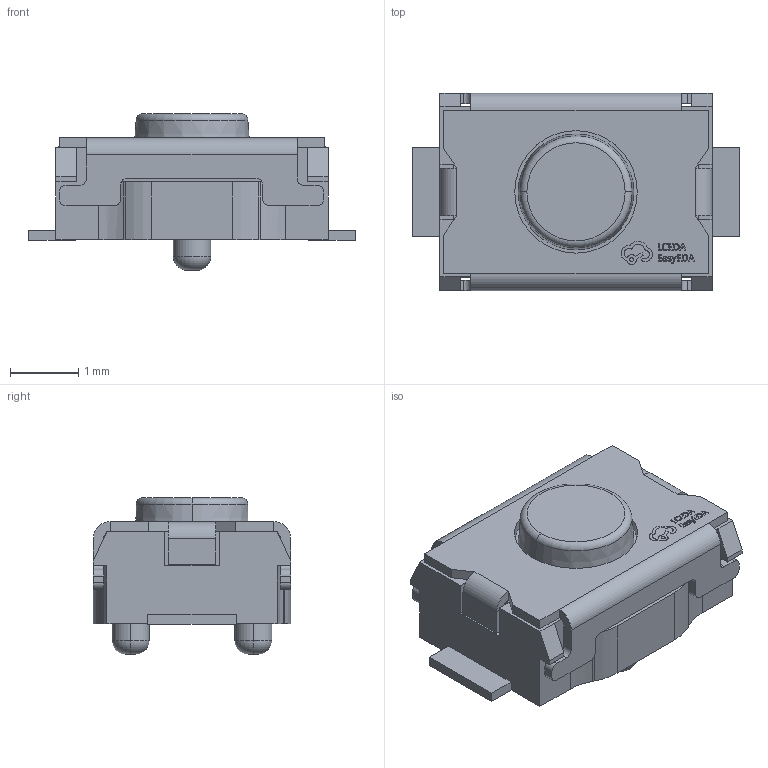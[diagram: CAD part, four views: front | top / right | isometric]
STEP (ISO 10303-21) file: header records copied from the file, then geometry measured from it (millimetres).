
FILE_DESCRIPTION (( 'STEP AP214' ), '1' );
FILE_NAME ('KEY-SMD_L4.0-W3.0-LS4.9.step', '2022-07-02T15:23:22', ( '' ), ( '' ), 'SwSTEP 2.0', 'SolidWorks 2020', '' );
FILE_SCHEMA (( 'AUTOMOTIVE_DESIGN' ));
Length unit declared in the file: millimetre
Products named in the file (1): KEY-SMD_L4.0-W3.0-LS4.9
Bounding box: 4.8 x 2.9 x 2.3 mm (x, y, z)
Volume: 17.4 mm3; surface area: 61.8 mm2
Topology: 1 solids, 1 shells, 443 faces, 1231 edges, 812 vertices
Faces by surface type: plane 281, bspline 112, cylinder 42, torus 6, cone 2
Entity records: 20220 total; most frequent: CARTESIAN_POINT 4651, ORIENTED_EDGE 2462, DIRECTION 1763, EDGE_CURVE 1231, LINE 891, VECTOR 891, VERTEX_POINT 812, EDGE_LOOP 473
